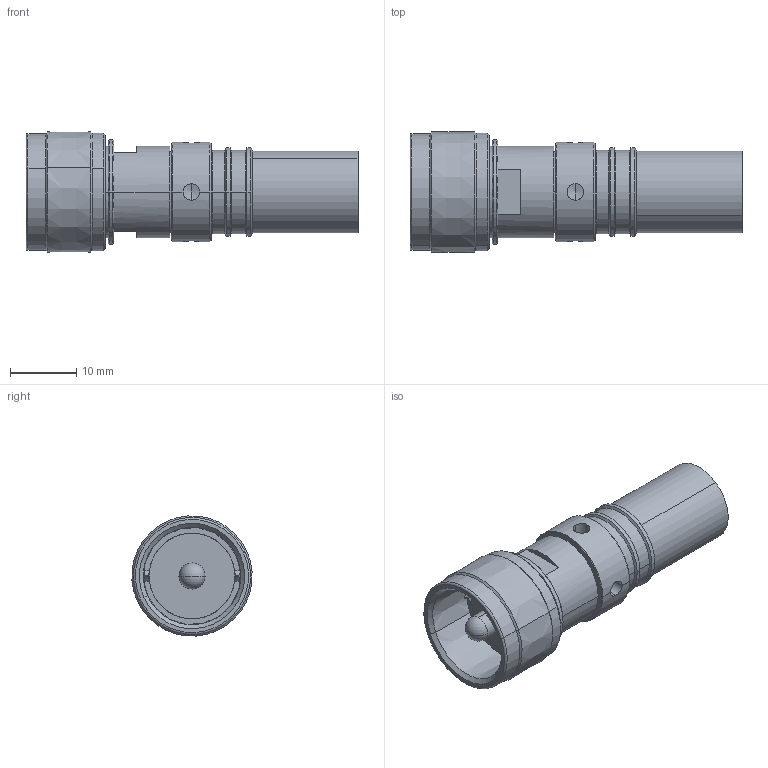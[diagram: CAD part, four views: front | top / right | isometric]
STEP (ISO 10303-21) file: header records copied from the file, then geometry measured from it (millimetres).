
FILE_DESCRIPTION (( 'STEP AP214' ), '1' );
FILE_NAME ('3190-8025(EZ-400-UM-X)_SD.STEP', '2020-11-09T07:44:02', ( '' ), ( '' ), 'SwSTEP 2.0', 'SolidWorks 2018', '' );
FILE_SCHEMA (( 'AUTOMOTIVE_DESIGN' ));
Length unit declared in the file: millimetre
Products named in the file (5): Combination ^3192-6042; 3192-6033_SD; SD^3192-6033; 3190-8025(EZ-400-UM-X)_SD; 3192-6042_SD
Assembly tree (4 placements, depth 3):
  3190-8025(EZ-400-UM-X)_SD
    3192-6033_SD
      SD^3192-6033
    3192-6042_SD
      Combination ^3192-6042
Bounding box: 50.2 x 18.15 x 18.15 mm (x, y, z)
Volume: 6437.1 mm3; surface area: 4783.4 mm2
Topology: 3 solids, 3 shells, 140 faces, 308 edges, 181 vertices
Faces by surface type: cone 52, cylinder 46, plane 34, torus 6, sphere 2
Entity records: 4095 total; most frequent: CARTESIAN_POINT 816, DIRECTION 738, ORIENTED_EDGE 596, AXIS2_PLACEMENT_3D 311, EDGE_CURVE 298, VERTEX_POINT 181, CIRCLE 162, EDGE_LOOP 159
